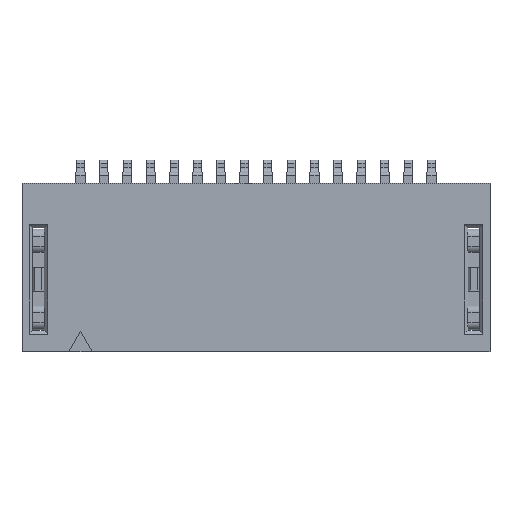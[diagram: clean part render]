
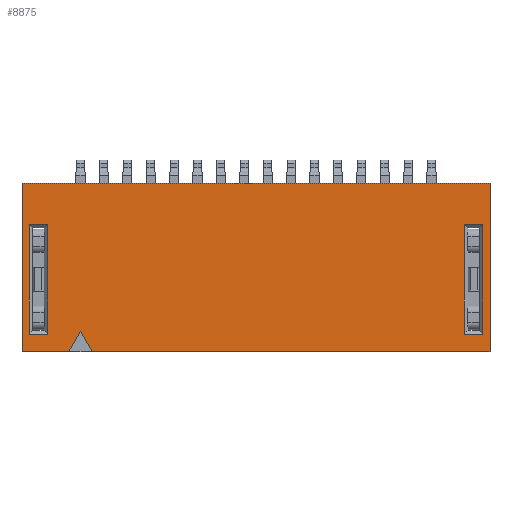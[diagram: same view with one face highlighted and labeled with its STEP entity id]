
A CAD part, top view. The second image highlights one B-rep face of the part: STEP entity #8875.
In plain terms, the highlighted planar face has unit normal (0, 0, 1).
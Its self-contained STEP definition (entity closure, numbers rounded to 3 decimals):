
#438=ORIENTED_EDGE('',*,*,#3132,.T.);
#439=ORIENTED_EDGE('',*,*,#3133,.T.);
#440=ORIENTED_EDGE('',*,*,#3134,.T.);
#441=ORIENTED_EDGE('',*,*,#3135,.T.);
#442=ORIENTED_EDGE('',*,*,#3136,.T.);
#443=ORIENTED_EDGE('',*,*,#3137,.T.);
#444=ORIENTED_EDGE('',*,*,#3138,.T.);
#445=ORIENTED_EDGE('',*,*,#3139,.T.);
#446=ORIENTED_EDGE('',*,*,#3140,.F.);
#447=ORIENTED_EDGE('',*,*,#3141,.T.);
#448=ORIENTED_EDGE('',*,*,#3142,.T.);
#449=ORIENTED_EDGE('',*,*,#3143,.F.);
#450=ORIENTED_EDGE('',*,*,#3144,.T.);
#451=ORIENTED_EDGE('',*,*,#3145,.T.);
#452=ORIENTED_EDGE('',*,*,#3146,.F.);
#3132=EDGE_CURVE('',#4479,#4480,#5353,.T.);
#3133=EDGE_CURVE('',#4480,#4481,#5354,.T.);
#3134=EDGE_CURVE('',#4481,#4482,#5355,.T.);
#3135=EDGE_CURVE('',#4482,#4479,#5356,.T.);
#3136=EDGE_CURVE('',#4483,#4484,#5357,.T.);
#3137=EDGE_CURVE('',#4484,#4485,#5358,.T.);
#3138=EDGE_CURVE('',#4485,#4486,#5359,.T.);
#3139=EDGE_CURVE('',#4486,#4483,#5360,.T.);
#3140=EDGE_CURVE('',#4487,#4488,#5361,.T.);
#3141=EDGE_CURVE('',#4487,#4489,#5362,.T.);
#3142=EDGE_CURVE('',#4489,#4490,#5363,.T.);
#3143=EDGE_CURVE('',#4491,#4490,#5364,.T.);
#3144=EDGE_CURVE('',#4491,#4492,#5365,.T.);
#3145=EDGE_CURVE('',#4492,#4493,#5366,.T.);
#3146=EDGE_CURVE('',#4488,#4493,#5367,.T.);
#4479=VERTEX_POINT('',#13520);
#4480=VERTEX_POINT('',#13521);
#4481=VERTEX_POINT('',#13523);
#4482=VERTEX_POINT('',#13525);
#4483=VERTEX_POINT('',#13528);
#4484=VERTEX_POINT('',#13529);
#4485=VERTEX_POINT('',#13531);
#4486=VERTEX_POINT('',#13533);
#4487=VERTEX_POINT('',#13536);
#4488=VERTEX_POINT('',#13537);
#4489=VERTEX_POINT('',#13539);
#4490=VERTEX_POINT('',#13541);
#4491=VERTEX_POINT('',#13543);
#4492=VERTEX_POINT('',#13545);
#4493=VERTEX_POINT('',#13547);
#5353=LINE('',#13519,#6502);
#5354=LINE('',#13522,#6503);
#5355=LINE('',#13524,#6504);
#5356=LINE('',#13526,#6505);
#5357=LINE('',#13527,#6506);
#5358=LINE('',#13530,#6507);
#5359=LINE('',#13532,#6508);
#5360=LINE('',#13534,#6509);
#5361=LINE('',#13535,#6510);
#5362=LINE('',#13538,#6511);
#5363=LINE('',#13540,#6512);
#5364=LINE('',#13542,#6513);
#5365=LINE('',#13544,#6514);
#5366=LINE('',#13546,#6515);
#5367=LINE('',#13548,#6516);
#6502=VECTOR('',#11024,1000.);
#6503=VECTOR('',#11025,1000.);
#6504=VECTOR('',#11026,1000.);
#6505=VECTOR('',#11027,1000.);
#6506=VECTOR('',#11028,1000.);
#6507=VECTOR('',#11029,1000.);
#6508=VECTOR('',#11030,1000.);
#6509=VECTOR('',#11031,1000.);
#6510=VECTOR('',#11032,1000.);
#6511=VECTOR('',#11033,1000.);
#6512=VECTOR('',#11034,1000.);
#6513=VECTOR('',#11035,1000.);
#6514=VECTOR('',#11036,1000.);
#6515=VECTOR('',#11037,1000.);
#6516=VECTOR('',#11038,1000.);
#7627=EDGE_LOOP('',(#438,#439,#440,#441));
#7628=EDGE_LOOP('',(#442,#443,#444,#445));
#7629=EDGE_LOOP('',(#446,#447,#448,#449,#450,#451,#452));
#8082=FACE_BOUND('',#7627,.T.);
#8083=FACE_BOUND('',#7628,.T.);
#8084=FACE_BOUND('',#7629,.T.);
#8533=PLANE('',#10325);
#8875=ADVANCED_FACE('',(#8082,#8083,#8084),#8533,.T.);
#10325=AXIS2_PLACEMENT_3D('',#13518,#11022,#11023);
#11022=DIRECTION('',(0.,0.,1.));
#11023=DIRECTION('',(0.,-1.,0.));
#11024=DIRECTION('',(-1.,0.,0.));
#11025=DIRECTION('',(0.,1.,0.));
#11026=DIRECTION('',(1.,0.,0.));
#11027=DIRECTION('',(0.,-1.,0.));
#11028=DIRECTION('',(0.,1.,0.));
#11029=DIRECTION('',(1.,0.,0.));
#11030=DIRECTION('',(0.,-1.,0.));
#11031=DIRECTION('',(-1.,0.,0.));
#11032=DIRECTION('',(-1.,0.,0.));
#11033=DIRECTION('',(0.5,0.866,0.));
#11034=DIRECTION('',(0.5,-0.866,0.));
#11035=DIRECTION('',(-1.,0.,0.));
#11036=DIRECTION('',(0.,1.,0.));
#11037=DIRECTION('',(-1.,0.,0.));
#11038=DIRECTION('',(0.,1.,0.));
#13518=CARTESIAN_POINT('',(5.,-1.8,0.58));
#13519=CARTESIAN_POINT('',(4.525,-1.425,0.58));
#13520=CARTESIAN_POINT('',(4.85,-1.425,0.58));
#13521=CARTESIAN_POINT('',(4.45,-1.425,0.58));
#13522=CARTESIAN_POINT('',(4.45,0.85,0.58));
#13523=CARTESIAN_POINT('',(4.45,0.925,0.58));
#13524=CARTESIAN_POINT('',(4.775,0.925,0.58));
#13525=CARTESIAN_POINT('',(4.85,0.925,0.58));
#13526=CARTESIAN_POINT('',(4.85,-1.35,0.58));
#13527=CARTESIAN_POINT('',(-4.85,-1.8,0.58));
#13528=CARTESIAN_POINT('',(-4.85,-1.425,0.58));
#13529=CARTESIAN_POINT('',(-4.85,0.925,0.58));
#13530=CARTESIAN_POINT('',(5.,0.925,0.58));
#13531=CARTESIAN_POINT('',(-4.45,0.925,0.58));
#13532=CARTESIAN_POINT('',(-4.45,-1.8,0.58));
#13533=CARTESIAN_POINT('',(-4.45,-1.425,0.58));
#13534=CARTESIAN_POINT('',(5.,-1.425,0.58));
#13535=CARTESIAN_POINT('',(5.,-1.8,0.58));
#13536=CARTESIAN_POINT('',(-4.,-1.8,0.58));
#13537=CARTESIAN_POINT('',(-5.,-1.8,0.58));
#13538=CARTESIAN_POINT('',(-4.,-1.8,0.58));
#13539=CARTESIAN_POINT('',(-3.75,-1.367,0.58));
#13540=CARTESIAN_POINT('',(-3.75,-1.367,0.58));
#13541=CARTESIAN_POINT('',(-3.5,-1.8,0.58));
#13542=CARTESIAN_POINT('',(5.,-1.8,0.58));
#13543=CARTESIAN_POINT('',(5.,-1.8,0.58));
#13544=CARTESIAN_POINT('',(5.,-1.8,0.58));
#13545=CARTESIAN_POINT('',(5.,1.8,0.58));
#13546=CARTESIAN_POINT('',(5.,1.8,0.58));
#13547=CARTESIAN_POINT('',(-5.,1.8,0.58));
#13548=CARTESIAN_POINT('',(-5.,-1.8,0.58));
